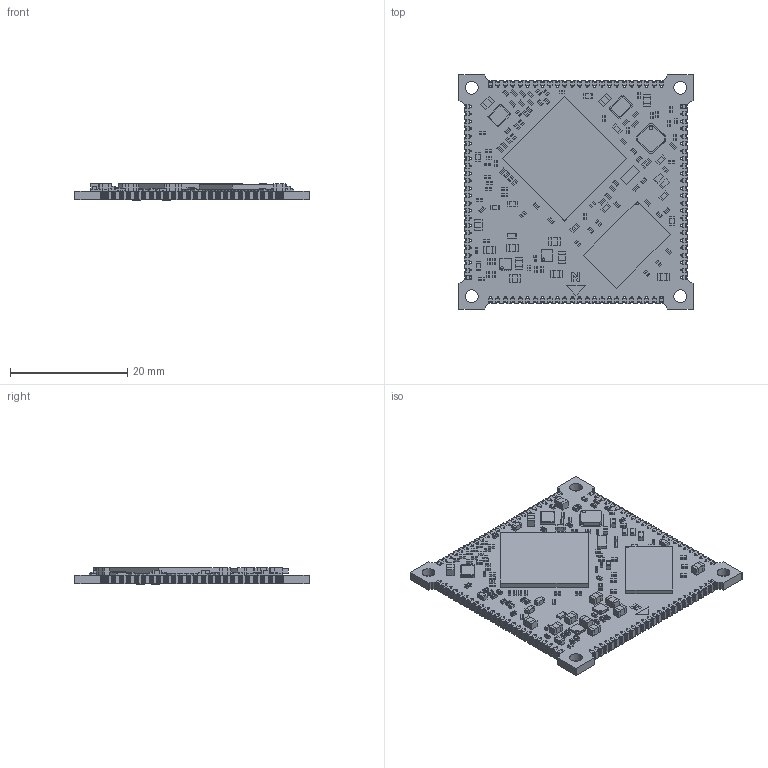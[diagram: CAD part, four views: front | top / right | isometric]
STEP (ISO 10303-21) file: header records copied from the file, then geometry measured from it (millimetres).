
FILE_DESCRIPTION(('Open CASCADE Model'),'2;1');
FILE_NAME('Open CASCADE Shape Model','2014-12-18T19:50:43',('Author'),( 'Open CASCADE'),'Open CASCADE STEP processor 6.5','Open CASCADE 6.5' ,'Unknown');
FILE_SCHEMA(('AUTOMOTIVE_DESIGN { 1 0 10303 214 1 1 1 1 }'));
Length unit declared in the file: millimetre
Products named in the file (340): PCB; Board; AriaG25; Aria; R41; 527013072; Extruded; 527013200; 527921472; R40; R39; 693281296; 693281552; R38; R37; R36; R35; R33; R32; R31; R29; L8; 527008848; 527009104; 693284240; L6; 500213888; 500213760; 693284368; C51; 527011920; 527012176; 527018960; C46; 500213632; C49; 527010768; 527011024; 527016656; C50 ...
Assembly tree (1413 placements, depth 6):
  PCB
    Board
    AriaG25
      Aria
        Board
        R41
          527013072  x2
            Extruded
          527013200
            Extruded
          527921472  x2
            Extruded
        R40
          527013072  x2
            Extruded
          527013200
            Extruded
          527921472  x2
            Extruded
        R39
          693281296  x2
            Extruded
          693281552
            Extruded
        R38
          527013072  x2
            Extruded
          527013200
            Extruded
          527921472  x2
            Extruded
        R37
          527013072  x2
            Extruded
          527013200
            Extruded
          527921472  x2
            Extruded
        R36
          527013072  x2
            Extruded
          527013200
            Extruded
          527921472  x2
            Extruded
        R35
          527013072  x2
            Extruded
          527013200
            Extruded
          527921472  x2
            Extruded
        R33
          527013072  x2
            Extruded
          527013200
            Extruded
          527921472  x2
            Extruded
        R32
Bounding box: 40.11 x 40.11 x 2.78 mm (x, y, z)
Volume: 2629.9 mm3; surface area: 6128.1 mm2
Topology: 1183 solids, 1183 shells, 9043 faces, 21821 edges, 14542 vertices
Faces by surface type: plane 8636, sphere 301, cylinder 106
Full cylindrical faces by diameter (mm): 0.3 x96, 0.4 x3, 0.6 x1, 1.4 x2, 2.2 x4
Entity records: 151646 total; most frequent: CARTESIAN_POINT 24128, DIRECTION 23642, LINE 16056, VECTOR 16056, ORIENTED_EDGE 11120, PCURVE 11120, DEFINITIONAL_REPRESENTATION 11120, EDGE_CURVE 5560
